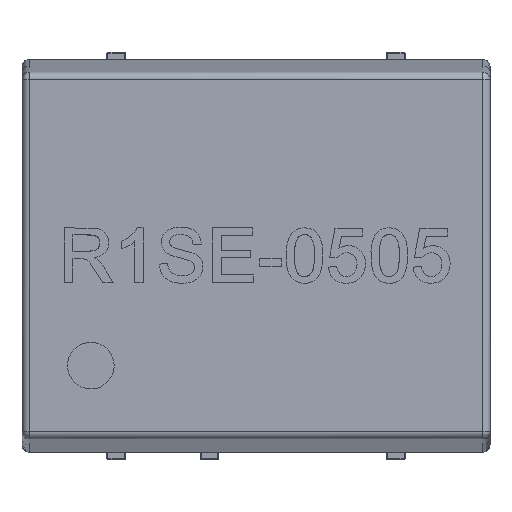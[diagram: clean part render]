
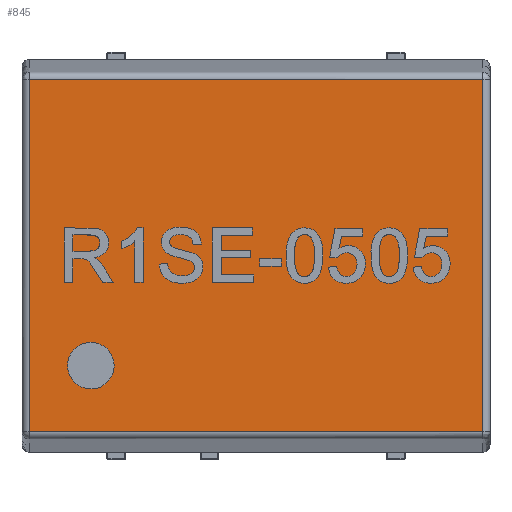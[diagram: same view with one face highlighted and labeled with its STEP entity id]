
A CAD part, top view. The second image highlights one B-rep face of the part: STEP entity #845.
In plain terms, the highlighted planar face has unit normal (0, 0, 1).
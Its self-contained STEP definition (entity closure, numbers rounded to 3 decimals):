
#845=ADVANCED_FACE('',(#1120),#4037,.T.);
#1120=FACE_OUTER_BOUND('',#1401,.T.);
#1401=EDGE_LOOP('',(#2539,#2540,#2541,#2542));
#2539=ORIENTED_EDGE('',*,*,#3157,.F.);
#2540=ORIENTED_EDGE('',*,*,#3182,.F.);
#2541=ORIENTED_EDGE('',*,*,#3181,.F.);
#2542=ORIENTED_EDGE('',*,*,#3169,.F.);
#3157=EDGE_CURVE('',#3893,#3890,#3543,.T.);
#3169=EDGE_CURVE('',#3890,#3894,#3546,.T.);
#3181=EDGE_CURVE('',#3894,#3897,#3550,.T.);
#3182=EDGE_CURVE('',#3897,#3893,#3551,.T.);
#3543=B_SPLINE_CURVE_WITH_KNOTS('',1,(#8585,#8586),.UNSPECIFIED.,.F.,.F.,
(2,2),(0.2,12.55),.UNSPECIFIED.);
#3546=B_SPLINE_CURVE_WITH_KNOTS('',1,(#8618,#8619),.UNSPECIFIED.,.F.,.F.,
(2,2),(0.183,9.776),.UNSPECIFIED.);
#3550=B_SPLINE_CURVE_WITH_KNOTS('',1,(#8647,#8648),.UNSPECIFIED.,.F.,.F.,
(2,2),(0.2,12.55),.UNSPECIFIED.);
#3551=B_SPLINE_CURVE_WITH_KNOTS('',1,(#8649,#8650),.UNSPECIFIED.,.F.,.F.,
(2,2),(0.183,9.776),.UNSPECIFIED.);
#3890=VERTEX_POINT('',#8475);
#3893=VERTEX_POINT('',#8478);
#3894=VERTEX_POINT('',#8479);
#3897=VERTEX_POINT('',#8482);
#4037=PLANE('',#4141);
#4141=AXIS2_PLACEMENT_3D('',#8307,#4228,$);
#4228=DIRECTION('',(0.,0.,1.));
#8307=CARTESIAN_POINT('',(-6.503,5.079,7.));
#8475=CARTESIAN_POINT('',(-6.175,-4.796,7.));
#8478=CARTESIAN_POINT('',(6.175,-4.796,7.));
#8479=CARTESIAN_POINT('',(-6.175,4.796,7.));
#8482=CARTESIAN_POINT('',(6.175,4.796,7.));
#8585=CARTESIAN_POINT('',(6.175,-4.796,7.));
#8586=CARTESIAN_POINT('',(-6.175,-4.796,7.));
#8618=CARTESIAN_POINT('',(-6.175,-4.796,7.));
#8619=CARTESIAN_POINT('',(-6.175,4.796,7.));
#8647=CARTESIAN_POINT('',(-6.175,4.796,7.));
#8648=CARTESIAN_POINT('',(6.175,4.796,7.));
#8649=CARTESIAN_POINT('',(6.175,4.796,7.));
#8650=CARTESIAN_POINT('',(6.175,-4.796,7.));
